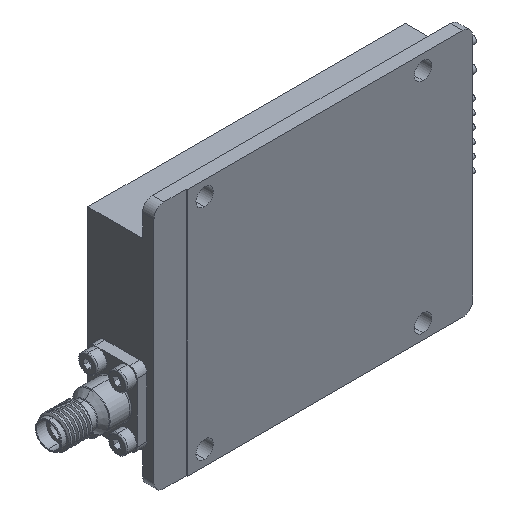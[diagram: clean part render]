
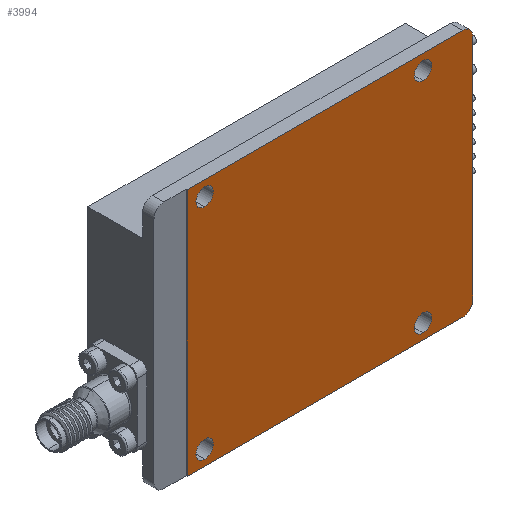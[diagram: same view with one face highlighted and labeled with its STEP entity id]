
A CAD part, isometric view. The second image highlights one B-rep face of the part: STEP entity #3994.
In plain terms, the highlighted planar face has unit normal (0, -1, 0).
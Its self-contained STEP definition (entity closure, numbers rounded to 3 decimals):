
#55 = ORIENTED_EDGE ( 'NONE', *, *, #7981, .T. ) ;
#264 = AXIS2_PLACEMENT_3D ( 'NONE', #570, #1039, #1320 ) ;
#570 = CARTESIAN_POINT ( 'NONE',  ( -4.123, -1.693, 0. ) ) ;
#653 = PLANE ( 'NONE',  #264 ) ;
#1039 = DIRECTION ( 'NONE',  ( 0., 1., 0. ) ) ;
#1320 = DIRECTION ( 'NONE',  ( 0., 0., 1. ) ) ;
#2416 = AXIS2_PLACEMENT_3D ( 'NONE', #3131, #3066, #3102 ) ;
#2438 = AXIS2_PLACEMENT_3D ( 'NONE', #3696, #3703, #3694 ) ;
#2441 = AXIS2_PLACEMENT_3D ( 'NONE', #8418, #8433, #8363 ) ;
#2516 = AXIS2_PLACEMENT_3D ( 'NONE', #8393, #8430, #8359 ) ;
#2563 = AXIS2_PLACEMENT_3D ( 'NONE', #8370, #8333, #8365 ) ;
#2566 = AXIS2_PLACEMENT_3D ( 'NONE', #8174, #8123, #8301 ) ;
#2642 = AXIS2_PLACEMENT_3D ( 'NONE', #3153, #3156, #3124 ) ;
#2647 = AXIS2_PLACEMENT_3D ( 'NONE', #3130, #3135, #3144 ) ;
#3066 = DIRECTION ( 'NONE',  ( 0., 1., 0. ) ) ;
#3102 = DIRECTION ( 'NONE',  ( 0., 0., 1. ) ) ;
#3124 = DIRECTION ( 'NONE',  ( 0., 0., 1. ) ) ;
#3130 = CARTESIAN_POINT ( 'NONE',  ( -26.123, -1.693, -22. ) ) ;
#3131 = CARTESIAN_POINT ( 'NONE',  ( 17.877, -1.693, -22. ) ) ;
#3135 = DIRECTION ( 'NONE',  ( 0., 1., 0. ) ) ;
#3144 = DIRECTION ( 'NONE',  ( 0., 0., 1. ) ) ;
#3153 = CARTESIAN_POINT ( 'NONE',  ( -26.123, -1.693, 22. ) ) ;
#3156 = DIRECTION ( 'NONE',  ( 0., 1., 0. ) ) ;
#3210 = VECTOR ( 'NONE', #3558, 1000. ) ;
#3297 = CIRCLE ( 'NONE', #2438, 2. ) ;
#3344 = LINE ( 'NONE', #3496, #3210 ) ;
#3496 = CARTESIAN_POINT ( 'NONE',  ( 27.877, -1.693, 25. ) ) ;
#3558 = DIRECTION ( 'NONE',  ( -1., 0., 0. ) ) ;
#3694 = DIRECTION ( 'NONE',  ( 0., 0., 1. ) ) ;
#3696 = CARTESIAN_POINT ( 'NONE',  ( 25.877, -1.693, 23. ) ) ;
#3703 = DIRECTION ( 'NONE',  ( 0., -1., 0. ) ) ;
#3994 = ADVANCED_FACE ( 'NONE', ( #5490, #5448, #5560, #5487, #5551 ), #653, .F. ) ;
#4106 = AXIS2_PLACEMENT_3D ( 'NONE', #5109, #5072, #5160 ) ;
#4113 = AXIS2_PLACEMENT_3D ( 'NONE', #5204, #5085, #5067 ) ;
#4294 = EDGE_LOOP ( 'NONE', ( #5783, #6107, #5678, #5810, #5799, #6316 ) ) ;
#4336 = EDGE_LOOP ( 'NONE', ( #6621, #6356 ) ) ;
#4426 = EDGE_LOOP ( 'NONE', ( #6094, #5782 ) ) ;
#4439 = EDGE_LOOP ( 'NONE', ( #5684, #6035 ) ) ;
#4448 = EDGE_LOOP ( 'NONE', ( #6322, #55 ) ) ;
#4582 = CARTESIAN_POINT ( 'NONE',  ( 27.877, -1.693, 23. ) ) ;
#4604 = CARTESIAN_POINT ( 'NONE',  ( -26.123, -1.693, -20.25 ) ) ;
#4635 = CARTESIAN_POINT ( 'NONE',  ( -26.123, -1.693, -23.75 ) ) ;
#4642 = CARTESIAN_POINT ( 'NONE',  ( -26.123, -1.693, 20.25 ) ) ;
#4655 = CARTESIAN_POINT ( 'NONE',  ( 25.877, -1.693, -25. ) ) ;
#4730 = CARTESIAN_POINT ( 'NONE',  ( 17.877, -1.693, -20.25 ) ) ;
#4736 = CARTESIAN_POINT ( 'NONE',  ( -29.623, -1.693, -25. ) ) ;
#4841 = CARTESIAN_POINT ( 'NONE',  ( 25.877, -1.693, 25. ) ) ;
#4869 = CARTESIAN_POINT ( 'NONE',  ( -29.623, -1.693, 25. ) ) ;
#4889 = CARTESIAN_POINT ( 'NONE',  ( 27.877, -1.693, -23. ) ) ;
#4894 = CARTESIAN_POINT ( 'NONE',  ( -26.123, -1.693, 23.75 ) ) ;
#4911 = CARTESIAN_POINT ( 'NONE',  ( 17.877, -1.693, 20.25 ) ) ;
#4926 = CARTESIAN_POINT ( 'NONE',  ( 17.877, -1.693, -23.75 ) ) ;
#4938 = CARTESIAN_POINT ( 'NONE',  ( 17.877, -1.693, 23.75 ) ) ;
#5067 = DIRECTION ( 'NONE',  ( 0., 0., 1. ) ) ;
#5072 = DIRECTION ( 'NONE',  ( 0., 1., 0. ) ) ;
#5074 = CARTESIAN_POINT ( 'NONE',  ( 27.877, -1.693, -25. ) ) ;
#5081 = DIRECTION ( 'NONE',  ( 1., 0., 0. ) ) ;
#5085 = DIRECTION ( 'NONE',  ( 0., -1., 0. ) ) ;
#5109 = CARTESIAN_POINT ( 'NONE',  ( 17.877, -1.693, -22. ) ) ;
#5126 = CARTESIAN_POINT ( 'NONE',  ( 27.877, -1.693, 18.5 ) ) ;
#5154 = DIRECTION ( 'NONE',  ( 0., 0., -1. ) ) ;
#5160 = DIRECTION ( 'NONE',  ( 0., 0., 1. ) ) ;
#5172 = DIRECTION ( 'NONE',  ( 0., 0., 1. ) ) ;
#5204 = CARTESIAN_POINT ( 'NONE',  ( 25.877, -1.693, -23. ) ) ;
#5212 = CARTESIAN_POINT ( 'NONE',  ( -29.623, -1.693, -29.728 ) ) ;
#5448 = FACE_BOUND ( 'NONE', #4439, .T. ) ;
#5487 = FACE_BOUND ( 'NONE', #4426, .T. ) ;
#5490 = FACE_BOUND ( 'NONE', #4448, .T. ) ;
#5551 = FACE_OUTER_BOUND ( 'NONE', #4294, .T. ) ;
#5560 = FACE_BOUND ( 'NONE', #4336, .T. ) ;
#5678 = ORIENTED_EDGE ( 'NONE', *, *, #8095, .T. ) ;
#5684 = ORIENTED_EDGE ( 'NONE', *, *, #7989, .T. ) ;
#5699 = VERTEX_POINT ( 'NONE', #4889 ) ;
#5782 = ORIENTED_EDGE ( 'NONE', *, *, #7946, .T. ) ;
#5783 = ORIENTED_EDGE ( 'NONE', *, *, #7845, .T. ) ;
#5799 = ORIENTED_EDGE ( 'NONE', *, *, #8061, .F. ) ;
#5804 = VERTEX_POINT ( 'NONE', #4869 ) ;
#5810 = ORIENTED_EDGE ( 'NONE', *, *, #8082, .T. ) ;
#5822 = VERTEX_POINT ( 'NONE', #4911 ) ;
#5823 = VERTEX_POINT ( 'NONE', #4655 ) ;
#5834 = VERTEX_POINT ( 'NONE', #4841 ) ;
#5949 = VERTEX_POINT ( 'NONE', #4894 ) ;
#6035 = ORIENTED_EDGE ( 'NONE', *, *, #7976, .T. ) ;
#6052 = VERTEX_POINT ( 'NONE', #4736 ) ;
#6094 = ORIENTED_EDGE ( 'NONE', *, *, #7864, .T. ) ;
#6107 = ORIENTED_EDGE ( 'NONE', *, *, #8096, .F. ) ;
#6316 = ORIENTED_EDGE ( 'NONE', *, *, #7830, .T. ) ;
#6322 = ORIENTED_EDGE ( 'NONE', *, *, #8097, .T. ) ;
#6348 = VERTEX_POINT ( 'NONE', #4730 ) ;
#6356 = ORIENTED_EDGE ( 'NONE', *, *, #7986, .T. ) ;
#6529 = VERTEX_POINT ( 'NONE', #4926 ) ;
#6553 = VERTEX_POINT ( 'NONE', #4938 ) ;
#6597 = VERTEX_POINT ( 'NONE', #4582 ) ;
#6606 = VERTEX_POINT ( 'NONE', #4604 ) ;
#6609 = VERTEX_POINT ( 'NONE', #4642 ) ;
#6617 = VERTEX_POINT ( 'NONE', #4635 ) ;
#6621 = ORIENTED_EDGE ( 'NONE', *, *, #7859, .T. ) ;
#7830 = EDGE_CURVE ( 'NONE', #6597, #5834, #3297, .T. ) ;
#7845 = EDGE_CURVE ( 'NONE', #5834, #5804, #3344, .T. ) ;
#7859 = EDGE_CURVE ( 'NONE', #5949, #6609, #8708, .T. ) ;
#7864 = EDGE_CURVE ( 'NONE', #6553, #5822, #8713, .T. ) ;
#7946 = EDGE_CURVE ( 'NONE', #5822, #6553, #8918, .T. ) ;
#7976 = EDGE_CURVE ( 'NONE', #6617, #6606, #8802, .T. ) ;
#7981 = EDGE_CURVE ( 'NONE', #6529, #6348, #8833, .T. ) ;
#7986 = EDGE_CURVE ( 'NONE', #6609, #5949, #8837, .T. ) ;
#7989 = EDGE_CURVE ( 'NONE', #6606, #6617, #8821, .T. ) ;
#8061 = EDGE_CURVE ( 'NONE', #6597, #5699, #9001, .T. ) ;
#8082 = EDGE_CURVE ( 'NONE', #5823, #5699, #9052, .T. ) ;
#8095 = EDGE_CURVE ( 'NONE', #6052, #5823, #9019, .T. ) ;
#8096 = EDGE_CURVE ( 'NONE', #6052, #5804, #9008, .T. ) ;
#8097 = EDGE_CURVE ( 'NONE', #6348, #6529, #9022, .T. ) ;
#8123 = DIRECTION ( 'NONE',  ( 0., 1., 0. ) ) ;
#8174 = CARTESIAN_POINT ( 'NONE',  ( 17.877, -1.693, 22. ) ) ;
#8301 = DIRECTION ( 'NONE',  ( 0., 0., 1. ) ) ;
#8333 = DIRECTION ( 'NONE',  ( 0., 1., 0. ) ) ;
#8359 = DIRECTION ( 'NONE',  ( 0., 0., 1. ) ) ;
#8363 = DIRECTION ( 'NONE',  ( 0., 0., 1. ) ) ;
#8365 = DIRECTION ( 'NONE',  ( 0., 0., 1. ) ) ;
#8370 = CARTESIAN_POINT ( 'NONE',  ( -26.123, -1.693, 22. ) ) ;
#8393 = CARTESIAN_POINT ( 'NONE',  ( -26.123, -1.693, -22. ) ) ;
#8418 = CARTESIAN_POINT ( 'NONE',  ( 17.877, -1.693, 22. ) ) ;
#8430 = DIRECTION ( 'NONE',  ( 0., 1., 0. ) ) ;
#8433 = DIRECTION ( 'NONE',  ( 0., 1., 0. ) ) ;
#8708 = CIRCLE ( 'NONE', #2563, 1.75 ) ;
#8713 = CIRCLE ( 'NONE', #2441, 1.75 ) ;
#8802 = CIRCLE ( 'NONE', #2516, 1.75 ) ;
#8821 = CIRCLE ( 'NONE', #2647, 1.75 ) ;
#8833 = CIRCLE ( 'NONE', #2416, 1.75 ) ;
#8837 = CIRCLE ( 'NONE', #2642, 1.75 ) ;
#8918 = CIRCLE ( 'NONE', #2566, 1.75 ) ;
#9001 = LINE ( 'NONE', #5126, #9013 ) ;
#9008 = LINE ( 'NONE', #5212, #9023 ) ;
#9013 = VECTOR ( 'NONE', #5154, 1000. ) ;
#9019 = LINE ( 'NONE', #5074, #9068 ) ;
#9022 = CIRCLE ( 'NONE', #4106, 1.75 ) ;
#9023 = VECTOR ( 'NONE', #5172, 1000. ) ;
#9052 = CIRCLE ( 'NONE', #4113, 2. ) ;
#9068 = VECTOR ( 'NONE', #5081, 1000. ) ;
